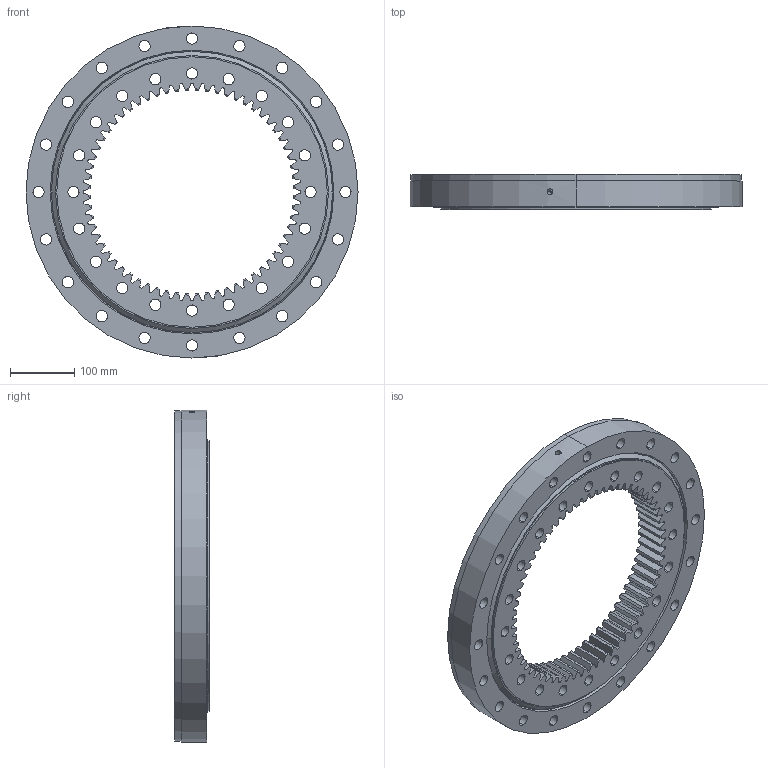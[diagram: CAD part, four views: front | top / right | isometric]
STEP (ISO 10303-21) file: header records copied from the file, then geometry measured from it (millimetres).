
FILE_DESCRIPTION (( 'STEP AP203' ), '1' );
FILE_NAME ('02-0422-00.STEP', '2017-12-26T12:22:26', ( 'defontaine' ), ( 'Hewlett-Packard Company' ), 'SwSTEP 2.0', 'SolidWorks 2016', '' );
FILE_SCHEMA (( 'CONFIG_CONTROL_DESIGN' ));
Length unit declared in the file: millimetre
Products named in the file (1): 02-0422-00
Bounding box: 515 x 54 x 515 mm (x, y, z)
Volume: 4949051.7 mm3; surface area: 779772.3 mm2
Topology: 5 solids, 5 shells, 536 faces, 1542 edges, 1019 vertices
Faces by surface type: cylinder 229, cone 144, plane 143, torus 18, sphere 2
Entity records: 18362 total; most frequent: CARTESIAN_POINT 3986, ORIENTED_EDGE 3066, DIRECTION 2991, EDGE_CURVE 1533, AXIS2_PLACEMENT_3D 1181, VERTEX_POINT 1016, CIRCLE 644, EDGE_LOOP 633
